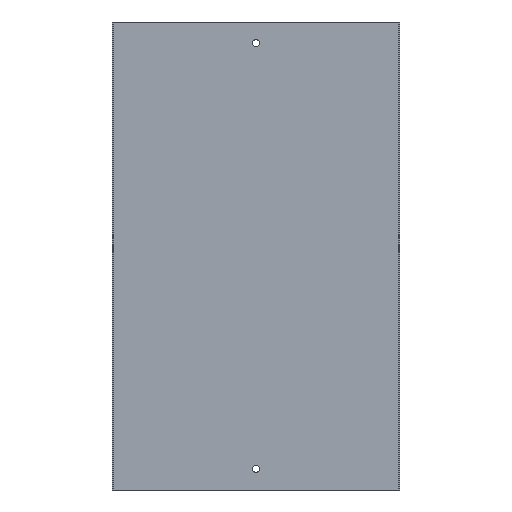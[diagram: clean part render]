
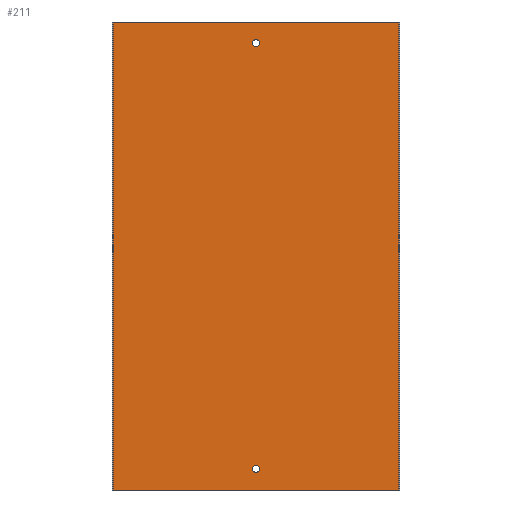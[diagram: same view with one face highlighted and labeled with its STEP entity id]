
A CAD part, front view. The second image highlights one B-rep face of the part: STEP entity #211.
In plain terms, the highlighted planar face has unit normal (0, -1, 0).
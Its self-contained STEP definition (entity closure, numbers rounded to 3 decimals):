
#2 = ORIENTED_EDGE ( 'NONE', *, *, #298, .F. ) ;
#3 = ORIENTED_EDGE ( 'NONE', *, *, #292, .T. ) ;
#5 = ORIENTED_EDGE ( 'NONE', *, *, #297, .T. ) ;
#31 = FACE_OUTER_BOUND ( 'NONE', #55, .T. ) ;
#40 = FACE_BOUND ( 'NONE', #50, .T. ) ;
#43 = FACE_BOUND ( 'NONE', #53, .T. ) ;
#50 = EDGE_LOOP ( 'NONE', ( #177 ) ) ;
#53 = EDGE_LOOP ( 'NONE', ( #198 ) ) ;
#55 = EDGE_LOOP ( 'NONE', ( #5, #160, #2, #3 ) ) ;
#98 = VERTEX_POINT ( 'NONE', #239 ) ;
#99 = VERTEX_POINT ( 'NONE', #240 ) ;
#109 = VECTOR ( 'NONE', #325, 1000. ) ;
#110 = VECTOR ( 'NONE', #322, 1000. ) ;
#111 = CIRCLE ( 'NONE', #229, 2.5 ) ;
#112 = LINE ( 'NONE', #334, #110 ) ;
#113 = LINE ( 'NONE', #336, #109 ) ;
#115 = VECTOR ( 'NONE', #338, 1000. ) ;
#116 = CIRCLE ( 'NONE', #273, 2.5 ) ;
#119 = LINE ( 'NONE', #340, #115 ) ;
#155 = LINE ( 'NONE', #371, #156 ) ;
#156 = VECTOR ( 'NONE', #370, 1000. ) ;
#160 = ORIENTED_EDGE ( 'NONE', *, *, #228, .F. ) ;
#162 = VERTEX_POINT ( 'NONE', #436 ) ;
#168 = VERTEX_POINT ( 'NONE', #431 ) ;
#172 = VERTEX_POINT ( 'NONE', #424 ) ;
#174 = VERTEX_POINT ( 'NONE', #422 ) ;
#177 = ORIENTED_EDGE ( 'NONE', *, *, #295, .F. ) ;
#198 = ORIENTED_EDGE ( 'NONE', *, *, #296, .F. ) ;
#211 = ADVANCED_FACE ( 'NONE', ( #40, #43, #31 ), #410, .F. ) ;
#224 = AXIS2_PLACEMENT_3D ( 'NONE', #412, #418, #408 ) ;
#228 = EDGE_CURVE ( 'NONE', #174, #168, #155, .T. ) ;
#229 = AXIS2_PLACEMENT_3D ( 'NONE', #328, #327, #326 ) ;
#239 = CARTESIAN_POINT ( 'NONE',  ( 0., 0., 17.5 ) ) ;
#240 = CARTESIAN_POINT ( 'NONE',  ( 0., 0., 318.5 ) ) ;
#273 = AXIS2_PLACEMENT_3D ( 'NONE', #332, #331, #329 ) ;
#292 = EDGE_CURVE ( 'NONE', #162, #172, #119, .T. ) ;
#295 = EDGE_CURVE ( 'NONE', #99, #99, #116, .T. ) ;
#296 = EDGE_CURVE ( 'NONE', #98, #98, #111, .T. ) ;
#297 = EDGE_CURVE ( 'NONE', #172, #168, #113, .T. ) ;
#298 = EDGE_CURVE ( 'NONE', #162, #174, #112, .T. ) ;
#322 = DIRECTION ( 'NONE',  ( 1., 0., 0. ) ) ;
#325 = DIRECTION ( 'NONE',  ( 1., 0., 0. ) ) ;
#326 = DIRECTION ( 'NONE',  ( 0., 0., 1. ) ) ;
#327 = DIRECTION ( 'NONE',  ( 0., -1., 0. ) ) ;
#328 = CARTESIAN_POINT ( 'NONE',  ( 0., 0., 15. ) ) ;
#329 = DIRECTION ( 'NONE',  ( 0., 0., 1. ) ) ;
#331 = DIRECTION ( 'NONE',  ( 0., -1., 0. ) ) ;
#332 = CARTESIAN_POINT ( 'NONE',  ( 0., 0., 316. ) ) ;
#334 = CARTESIAN_POINT ( 'NONE',  ( -101., 0., 331. ) ) ;
#336 = CARTESIAN_POINT ( 'NONE',  ( -101., 0., 0. ) ) ;
#338 = DIRECTION ( 'NONE',  ( 0., 0., -1. ) ) ;
#340 = CARTESIAN_POINT ( 'NONE',  ( -101., 0., 331. ) ) ;
#370 = DIRECTION ( 'NONE',  ( 0., 0., -1. ) ) ;
#371 = CARTESIAN_POINT ( 'NONE',  ( 101., 0., 331. ) ) ;
#408 = DIRECTION ( 'NONE',  ( 0., 0., 1. ) ) ;
#410 = PLANE ( 'NONE',  #224 ) ;
#412 = CARTESIAN_POINT ( 'NONE',  ( -101., 0., 331. ) ) ;
#418 = DIRECTION ( 'NONE',  ( 0., 1., 0. ) ) ;
#422 = CARTESIAN_POINT ( 'NONE',  ( 101., 0., 331. ) ) ;
#424 = CARTESIAN_POINT ( 'NONE',  ( -101., 0., 0. ) ) ;
#431 = CARTESIAN_POINT ( 'NONE',  ( 101., 0., 0. ) ) ;
#436 = CARTESIAN_POINT ( 'NONE',  ( -101., 0., 331. ) ) ;
